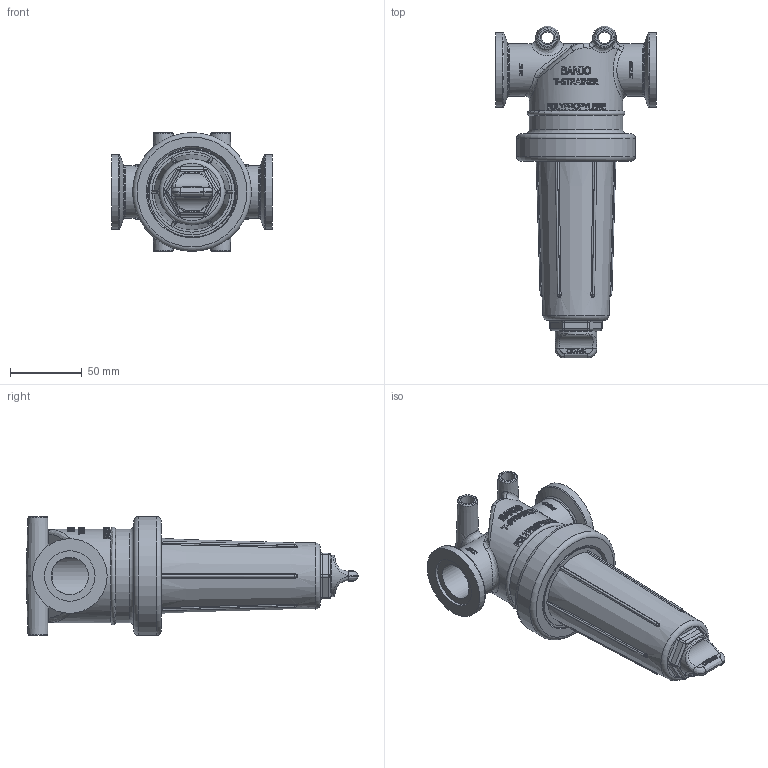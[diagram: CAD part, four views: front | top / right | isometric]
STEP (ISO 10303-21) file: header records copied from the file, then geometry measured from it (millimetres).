
FILE_DESCRIPTION((''),'2;1');
FILE_NAME('MLST100-100.stp','2013-04-09T13:16:24',('mclevenger'),(''),'Autodesk Inventor 2013','Autodesk Inventor 2013','');
FILE_SCHEMA(('AUTOMOTIVE_DESIGN { 1 0 10303 214 1 1 1 1 }'));
Length unit declared in the file: inch
Products named in the file (8): MLST100-100; MLST100-H; LST100-B; LST100-XB; 12777; UV15163; LST100-G; LST1100
Assembly tree (7 placements, depth 3):
  MLST100-100
    MLST100-H
    LST100-B
      LST100-XB
      12777
      UV15163
    LST100-G
    LST1100
Bounding box: 111.76 x 230.6 x 82.55 mm (x, y, z)
Volume: 310039.6 mm3; surface area: 162781.9 mm2
Topology: 7 solids, 7 shells, 1343 faces, 3516 edges, 2270 vertices
Faces by surface type: plane 695, bspline 414, cylinder 158, torus 41, cone 29, sphere 6
Full cylindrical faces by diameter (mm): 12.7 x1, 18.542 x6, 24.892 x1, 25.527 x1, 25.908 x2, 28.702 x2, 31.75 x1, 34.671 x1, 35.052 x4, 36.576 x2, 37.846 x1, 51.054 x1, 51.816 x2, 53.34 x1, 53.848 x1, 55.744 x2, 59.436 x2, 64.77 x2, 82.55 x1
Entity records: 102773 total; most frequent: CARTESIAN_POINT 73418, ORIENTED_EDGE 6734, DIRECTION 4627, EDGE_CURVE 3367, VERTEX_POINT 2223, AXIS2_PLACEMENT_3D 1543, VECTOR 1541, LINE 1541
